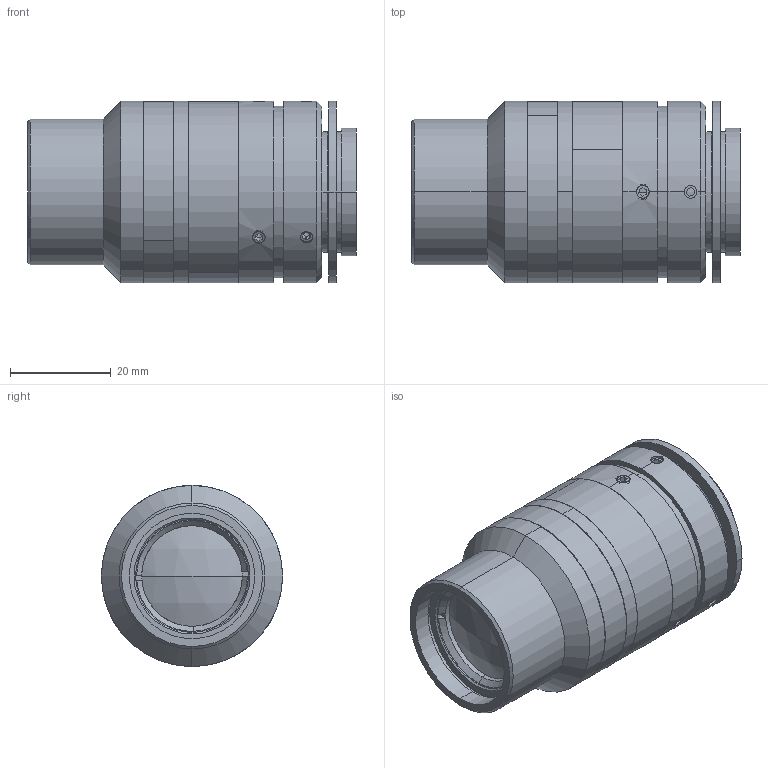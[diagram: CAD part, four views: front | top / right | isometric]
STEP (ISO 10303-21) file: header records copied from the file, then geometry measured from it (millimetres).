
FILE_DESCRIPTION (( 'STEP AP203' ), '1' );
FILE_NAME ('XF-MH015X339-1.1C.STEP', '2024-08-08T07:13:28', ( '' ), ( '' ), 'SwSTEP 2.0', 'SolidWorks 2022', '' );
FILE_SCHEMA (( 'CONFIG_CONTROL_DESIGN' ));
Length unit declared in the file: millimetre
Products named in the file (1): XF-MH015X339-1.1C
Bounding box: 65.26 x 36 x 36 mm (x, y, z)
Surface area: 11978.5 mm2 (no closed solid volume)
Topology: 0 solids, 19 shells, 136 faces, 376 edges, 247 vertices
Faces by surface type: plane 65, cylinder 42, cone 27, sphere 2
Entity records: 4635 total; most frequent: CARTESIAN_POINT 1106, DIRECTION 768, ORIENTED_EDGE 602, EDGE_CURVE 368, AXIS2_PLACEMENT_3D 285, VERTEX_POINT 247, VECTOR 198, LINE 198
